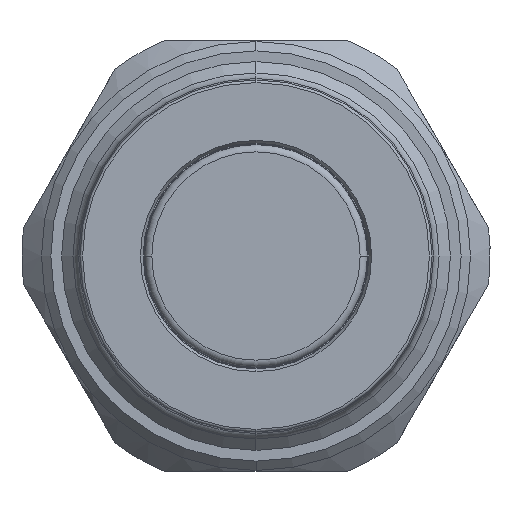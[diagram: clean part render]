
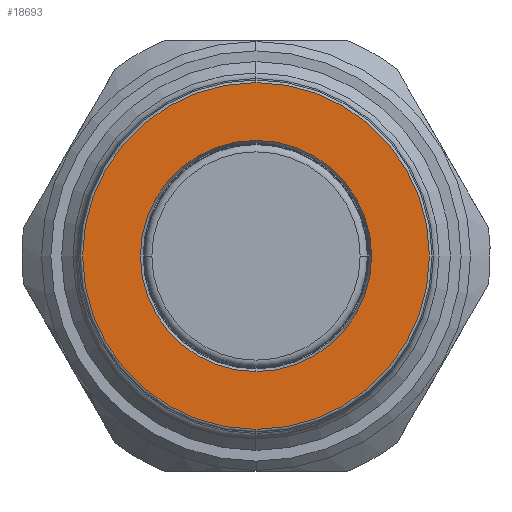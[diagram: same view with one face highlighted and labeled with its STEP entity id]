
A CAD part, left-side view. The second image highlights one B-rep face of the part: STEP entity #18693.
In plain terms, the highlighted planar face has unit normal (-1, 0, 0).
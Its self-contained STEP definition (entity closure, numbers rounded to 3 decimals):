
#6716 = DIRECTION ( 'NONE',  ( 0., 0., -1. ) ) ;
#6717 = DIRECTION ( 'NONE',  ( 1., 0., 0. ) ) ;
#6718 = CARTESIAN_POINT ( 'NONE',  ( -81., 0., 0. ) ) ;
#6719 = AXIS2_PLACEMENT_3D ( 'NONE', #6718, #6717, #6716 ) ;
#6720 = CIRCLE ( 'NONE', #6719, 18.505 ) ;
#6721 = FACE_BOUND ( 'NONE', #18694, .T. ) ;
#6767 = DIRECTION ( 'NONE',  ( 0., 0., -1. ) ) ;
#6768 = DIRECTION ( 'NONE',  ( 1., 0., 0. ) ) ;
#6769 = AXIS2_PLACEMENT_3D ( 'NONE', #6775, #6768, #6767 ) ;
#6770 = CIRCLE ( 'NONE', #6769, 12.339 ) ;
#6771 = DIRECTION ( 'NONE',  ( 0., 0., 1. ) ) ;
#6772 = DIRECTION ( 'NONE',  ( -1., 0., 0. ) ) ;
#6773 = CARTESIAN_POINT ( 'NONE',  ( -81., 18.505, 0. ) ) ;
#6774 = AXIS2_PLACEMENT_3D ( 'NONE', #6773, #6772, #6771 ) ;
#6775 = CARTESIAN_POINT ( 'NONE',  ( -81., 0., 0. ) ) ;
#6776 = PLANE ( 'NONE',  #6774 ) ;
#6777 = FACE_OUTER_BOUND ( 'NONE', #18698, .T. ) ;
#7793 = CARTESIAN_POINT ( 'NONE',  ( -81., 0., 18.505 ) ) ;
#7794 = CARTESIAN_POINT ( 'NONE',  ( -81., 0., -18.505 ) ) ;
#7795 = DIRECTION ( 'NONE',  ( 0., 0., -1. ) ) ;
#7796 = DIRECTION ( 'NONE',  ( 1., 0., 0. ) ) ;
#7797 = CARTESIAN_POINT ( 'NONE',  ( -81., 0., 0. ) ) ;
#7798 = AXIS2_PLACEMENT_3D ( 'NONE', #7797, #7796, #7795 ) ;
#7799 = CIRCLE ( 'NONE', #7798, 18.505 ) ;
#7998 = CARTESIAN_POINT ( 'NONE',  ( -81., 0., 12.339 ) ) ;
#7999 = DIRECTION ( 'NONE',  ( 0., 0., -1. ) ) ;
#8000 = DIRECTION ( 'NONE',  ( 1., 0., 0. ) ) ;
#8001 = CARTESIAN_POINT ( 'NONE',  ( -81., 0., 0. ) ) ;
#8002 = AXIS2_PLACEMENT_3D ( 'NONE', #8001, #8000, #7999 ) ;
#8003 = CIRCLE ( 'NONE', #8002, 12.339 ) ;
#8004 = CARTESIAN_POINT ( 'NONE',  ( -81., 0., -12.339 ) ) ;
#18690 = EDGE_CURVE ( 'NONE', #34040, #34039, #6720, .T. ) ;
#18693 = ADVANCED_FACE ( 'NONE', ( #6721, #6777 ), #6776, .T. ) ;
#18694 = EDGE_LOOP ( 'NONE', ( #18695, #18696 ) ) ;
#18695 = ORIENTED_EDGE ( 'NONE', *, *, #34157, .T. ) ;
#18696 = ORIENTED_EDGE ( 'NONE', *, *, #18697, .T. ) ;
#18697 = EDGE_CURVE ( 'NONE', #34155, #34158, #6770, .T. ) ;
#18698 = EDGE_LOOP ( 'NONE', ( #18699, #18700 ) ) ;
#18699 = ORIENTED_EDGE ( 'NONE', *, *, #34038, .F. ) ;
#18700 = ORIENTED_EDGE ( 'NONE', *, *, #18690, .F. ) ;
#34038 = EDGE_CURVE ( 'NONE', #34039, #34040, #7799, .T. ) ;
#34039 = VERTEX_POINT ( 'NONE', #7794 ) ;
#34040 = VERTEX_POINT ( 'NONE', #7793 ) ;
#34155 = VERTEX_POINT ( 'NONE', #8004 ) ;
#34157 = EDGE_CURVE ( 'NONE', #34158, #34155, #8003, .T. ) ;
#34158 = VERTEX_POINT ( 'NONE', #7998 ) ;
